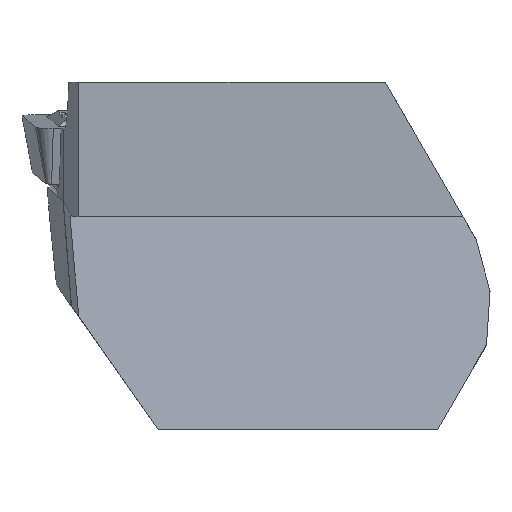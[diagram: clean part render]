
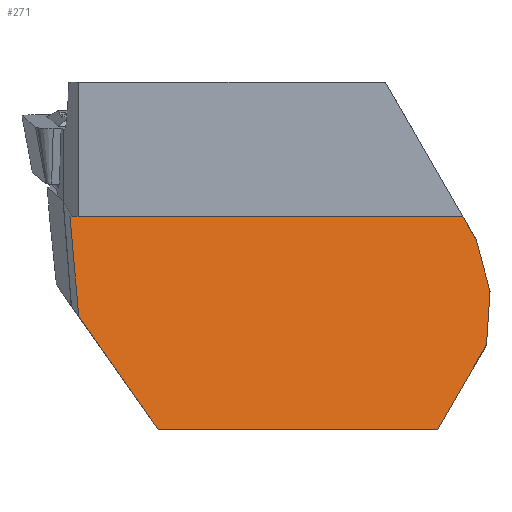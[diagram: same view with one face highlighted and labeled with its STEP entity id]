
A CAD part, top view. The second image highlights one B-rep face of the part: STEP entity #271.
In plain terms, the highlighted planar face has unit normal (0, 0.139, 0.99).
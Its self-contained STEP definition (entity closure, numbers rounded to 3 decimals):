
#271=ADVANCED_FACE('',(#416),#358,.T.);
#358=PLANE('',#1791);
#416=FACE_OUTER_BOUND('',#477,.T.);
#477=EDGE_LOOP('',(#648,#649,#650,#651,#652,#653,#654,#655));
#648=ORIENTED_EDGE('',*,*,#1244,.T.);
#649=ORIENTED_EDGE('',*,*,#1245,.T.);
#650=ORIENTED_EDGE('',*,*,#1234,.F.);
#651=ORIENTED_EDGE('',*,*,#1230,.T.);
#652=ORIENTED_EDGE('',*,*,#1246,.T.);
#653=ORIENTED_EDGE('',*,*,#1247,.F.);
#654=ORIENTED_EDGE('',*,*,#1248,.F.);
#655=ORIENTED_EDGE('',*,*,#1249,.T.);
#1061=VERTEX_POINT('',#2476);
#1062=VERTEX_POINT('',#2478);
#1064=VERTEX_POINT('',#2485);
#1070=VERTEX_POINT('',#2504);
#1071=VERTEX_POINT('',#2505);
#1072=VERTEX_POINT('',#2508);
#1073=VERTEX_POINT('',#2510);
#1074=VERTEX_POINT('',#2512);
#1230=EDGE_CURVE('',#1062,#1061,#1444,.T.);
#1234=EDGE_CURVE('',#1062,#1064,#1448,.T.);
#1244=EDGE_CURVE('',#1070,#1071,#1455,.T.);
#1245=EDGE_CURVE('',#1071,#1064,#1456,.T.);
#1246=EDGE_CURVE('',#1061,#1072,#1457,.T.);
#1247=EDGE_CURVE('',#1073,#1072,#1458,.T.);
#1248=EDGE_CURVE('',#1074,#1073,#1459,.T.);
#1249=EDGE_CURVE('',#1074,#1070,#1460,.T.);
#1444=LINE('',#2477,#1592);
#1448=LINE('',#2484,#1596);
#1455=LINE('',#2503,#1603);
#1456=LINE('',#2506,#1604);
#1457=LINE('',#2507,#1605);
#1458=LINE('',#2509,#1606);
#1459=LINE('',#2511,#1607);
#1460=LINE('',#2513,#1608);
#1592=VECTOR('',#1990,1.);
#1596=VECTOR('',#1996,1.);
#1603=VECTOR('',#2015,1.);
#1604=VECTOR('',#2016,1.);
#1605=VECTOR('',#2017,1.);
#1606=VECTOR('',#2018,1.);
#1607=VECTOR('',#2019,1.);
#1608=VECTOR('',#2020,1.);
#1791=AXIS2_PLACEMENT_3D('',#2514,#2021,#2022);
#1990=DIRECTION('',(1.,0.,0.));
#1996=DIRECTION('',(-0.57,0.814,-0.114));
#2015=DIRECTION('',(-1.,0.,0.));
#2016=DIRECTION('',(0.088,-0.986,0.139));
#2017=DIRECTION('',(0.496,0.86,-0.121));
#2018=DIRECTION('',(-0.064,-0.988,0.139));
#2019=DIRECTION('',(0.256,-0.957,0.135));
#2020=DIRECTION('',(-0.496,0.86,-0.121));
#2021=DIRECTION('',(0.,0.139,0.99));
#2022=DIRECTION('',(0.,-0.99,0.139));
#2476=CARTESIAN_POINT('',(-1.707,-10.9,1.11));
#2477=CARTESIAN_POINT('',(-8.058,-10.9,1.11));
#2478=CARTESIAN_POINT('',(-12.075,-10.9,1.11));
#2484=CARTESIAN_POINT('',(-14.506,-7.428,0.622));
#2485=CARTESIAN_POINT('',(-15.019,-6.695,0.519));
#2503=CARTESIAN_POINT('',(-17.5,-3.,0.));
#2504=CARTESIAN_POINT('',(-0.768,-3.,0.));
#2505=CARTESIAN_POINT('',(-15.347,-3.,0.));
#2506=CARTESIAN_POINT('',(-15.291,-3.63,0.088));
#2507=CARTESIAN_POINT('',(-0.909,-9.518,0.916));
#2508=CARTESIAN_POINT('',(0.108,-7.756,0.668));
#2509=CARTESIAN_POINT('',(0.381,-3.535,0.075));
#2510=CARTESIAN_POINT('',(0.237,-5.766,0.389));
#2511=CARTESIAN_POINT('',(-1.001,-1.146,-0.261));
#2512=CARTESIAN_POINT('',(-0.275,-3.853,0.12));
#2513=CARTESIAN_POINT('',(-2.564,0.11,-0.437));
#2514=CARTESIAN_POINT('',(-8.058,-3.,0.));
